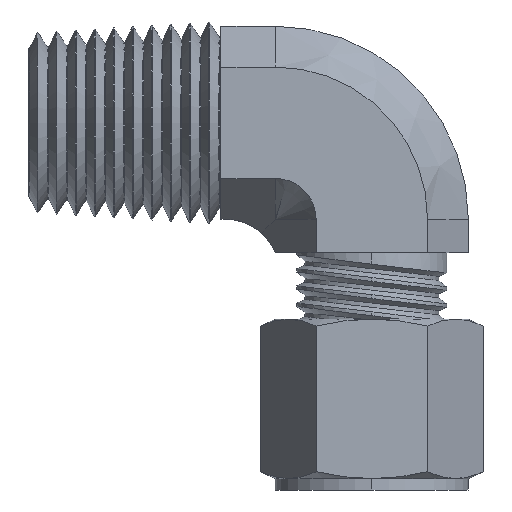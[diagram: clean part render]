
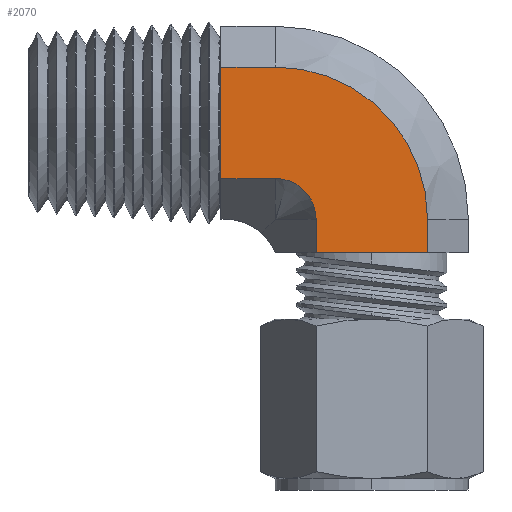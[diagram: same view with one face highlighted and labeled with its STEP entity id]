
A CAD part, left-side view. The second image highlights one B-rep face of the part: STEP entity #2070.
In plain terms, the highlighted planar face has unit normal (-1, 0, 0).
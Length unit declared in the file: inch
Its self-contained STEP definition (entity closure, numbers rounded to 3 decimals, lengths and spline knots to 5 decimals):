
#55 = CIRCLE ( 'NONE', #56, 0.11887 ) ;
#56 = AXIS2_PLACEMENT_3D ( 'NONE', #57, #58, #59 ) ;
#57 = CARTESIAN_POINT ( 'NONE',  ( -0.28125, 0.28125, 0.78875 ) ) ;
#58 = DIRECTION ( 'NONE',  ( 1., 0., 0. ) ) ;
#59 = DIRECTION ( 'NONE',  ( 0., 0., -1. ) ) ;
#274 = LINE ( 'NONE', #275, #276 ) ;
#275 = CARTESIAN_POINT ( 'NONE',  ( -0.28125, 0.28125, 1.23238 ) ) ;
#276 = VECTOR ( 'NONE', #277, 39.37008 ) ;
#277 = DIRECTION ( 'NONE',  ( 0., 1., 0. ) ) ;
#981 = CARTESIAN_POINT ( 'NONE',  ( -0.28125, 0.44, 1.23238 ) ) ;
#1060 = CARTESIAN_POINT ( 'NONE',  ( -0.28125, 0.28125, 0.90762 ) ) ;
#1188 = VERTEX_POINT ( 'NONE', #3957 ) ;
#1397 = VERTEX_POINT ( 'NONE', #4047 ) ;
#1611 = EDGE_CURVE ( 'NONE', #1397, #1188, #4188, .T. ) ;
#1729 = ORIENTED_EDGE ( 'NONE', *, *, #1611, .F. ) ;
#1917 = EDGE_CURVE ( 'NONE', #1188, #2784, #4667, .T. ) ;
#1939 = ORIENTED_EDGE ( 'NONE', *, *, #2667, .T. ) ;
#1961 = ORIENTED_EDGE ( 'NONE', *, *, #1917, .F. ) ;
#1995 = ORIENTED_EDGE ( 'NONE', *, *, #3303, .T. ) ;
#2043 = EDGE_LOOP ( 'NONE', ( #1961, #1729, #2333, #2273, #2215, #2099, #1995, #1939 ) ) ;
#2055 = EDGE_CURVE ( 'NONE', #4361, #2151, #5539, .T. ) ;
#2070 = ADVANCED_FACE ( 'NONE', ( #5677 ), #5678, .T. ) ;
#2099 = ORIENTED_EDGE ( 'NONE', *, *, #2055, .F. ) ;
#2151 = VERTEX_POINT ( 'NONE', #6506 ) ;
#2174 = EDGE_CURVE ( 'NONE', #2151, #2390, #6776, .T. ) ;
#2215 = ORIENTED_EDGE ( 'NONE', *, *, #2174, .F. ) ;
#2260 = EDGE_CURVE ( 'NONE', #2802, #2390, #274, .T. ) ;
#2273 = ORIENTED_EDGE ( 'NONE', *, *, #2260, .T. ) ;
#2333 = ORIENTED_EDGE ( 'NONE', *, *, #2697, .F. ) ;
#2390 = VERTEX_POINT ( 'NONE', #981 ) ;
#2667 = EDGE_CURVE ( 'NONE', #6302, #2784, #6400, .T. ) ;
#2697 = EDGE_CURVE ( 'NONE', #2802, #1397, #6780, .T. ) ;
#2784 = VERTEX_POINT ( 'NONE', #3691 ) ;
#2802 = VERTEX_POINT ( 'NONE', #3752 ) ;
#3303 = EDGE_CURVE ( 'NONE', #4361, #6302, #55, .T. ) ;
#3691 = CARTESIAN_POINT ( 'NONE',  ( -0.28125, 0.16238, 0.69183 ) ) ;
#3752 = CARTESIAN_POINT ( 'NONE',  ( -0.28125, 0.28125, 1.23238 ) ) ;
#3957 = CARTESIAN_POINT ( 'NONE',  ( -0.28125, -0.16238, 0.69183 ) ) ;
#4047 = CARTESIAN_POINT ( 'NONE',  ( -0.28125, -0.16238, 0.78875 ) ) ;
#4188 = LINE ( 'NONE', #4189, #4190 ) ;
#4189 = CARTESIAN_POINT ( 'NONE',  ( -0.28125, -0.16238, 0.78875 ) ) ;
#4190 = VECTOR ( 'NONE', #4191, 39.37008 ) ;
#4191 = DIRECTION ( 'NONE',  ( 0., 0., -1. ) ) ;
#4361 = VERTEX_POINT ( 'NONE', #1060 ) ;
#4667 = LINE ( 'NONE', #4668, #4669 ) ;
#4668 = CARTESIAN_POINT ( 'NONE',  ( -0.28125, 0.28125, 0.69183 ) ) ;
#4669 = VECTOR ( 'NONE', #4670, 39.37008 ) ;
#4670 = DIRECTION ( 'NONE',  ( 0., 1., 0. ) ) ;
#5539 = LINE ( 'NONE', #5540, #5541 ) ;
#5540 = CARTESIAN_POINT ( 'NONE',  ( -0.28125, 0.28125, 0.90762 ) ) ;
#5541 = VECTOR ( 'NONE', #5546, 39.37008 ) ;
#5546 = DIRECTION ( 'NONE',  ( 0., 1., 0. ) ) ;
#5677 = FACE_OUTER_BOUND ( 'NONE', #2043, .T. ) ;
#5678 = PLANE ( 'NONE',  #5679 ) ;
#5679 = AXIS2_PLACEMENT_3D ( 'NONE', #5680, #5681, #5682 ) ;
#5680 = CARTESIAN_POINT ( 'NONE',  ( -0.28125, 0.28125, 0.90762 ) ) ;
#5681 = DIRECTION ( 'NONE',  ( -1., 0., 0. ) ) ;
#5682 = DIRECTION ( 'NONE',  ( 0., 0., 1. ) ) ;
#6087 = CARTESIAN_POINT ( 'NONE',  ( -0.28125, 0.16238, 0.78875 ) ) ;
#6302 = VERTEX_POINT ( 'NONE', #6087 ) ;
#6400 = LINE ( 'NONE', #6401, #6402 ) ;
#6401 = CARTESIAN_POINT ( 'NONE',  ( -0.28125, 0.16238, 0.78875 ) ) ;
#6402 = VECTOR ( 'NONE', #6403, 39.37008 ) ;
#6403 = DIRECTION ( 'NONE',  ( 0., 0., -1. ) ) ;
#6506 = CARTESIAN_POINT ( 'NONE',  ( -0.28125, 0.44, 0.90762 ) ) ;
#6776 = LINE ( 'NONE', #6777, #6778 ) ;
#6777 = CARTESIAN_POINT ( 'NONE',  ( -0.28125, 0.44, 0.90762 ) ) ;
#6778 = VECTOR ( 'NONE', #6779, 39.37008 ) ;
#6779 = DIRECTION ( 'NONE',  ( 0., 0., 1. ) ) ;
#6780 = CIRCLE ( 'NONE', #6781, 0.44363 ) ;
#6781 = AXIS2_PLACEMENT_3D ( 'NONE', #6782, #6783, #6784 ) ;
#6782 = CARTESIAN_POINT ( 'NONE',  ( -0.28125, 0.28125, 0.78875 ) ) ;
#6783 = DIRECTION ( 'NONE',  ( 1., 0., 0. ) ) ;
#6784 = DIRECTION ( 'NONE',  ( 0., 0., -1. ) ) ;
